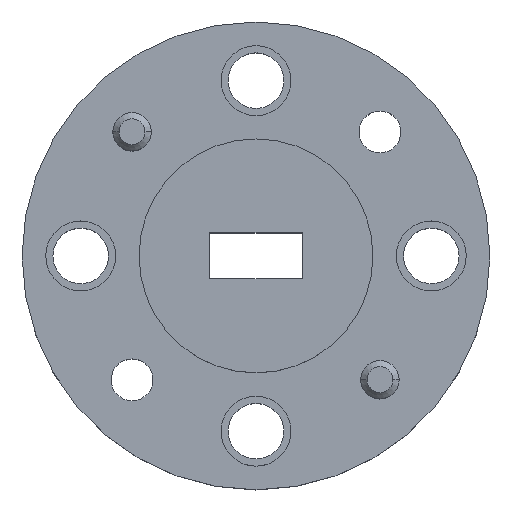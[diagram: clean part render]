
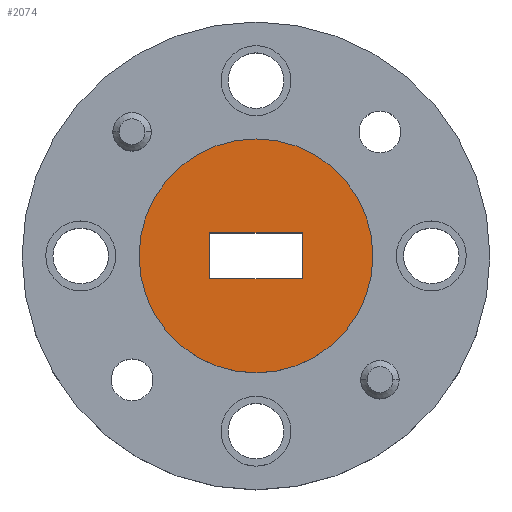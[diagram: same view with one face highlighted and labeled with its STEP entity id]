
A CAD part, top view. The second image highlights one B-rep face of the part: STEP entity #2074.
In plain terms, the highlighted planar face has unit normal (0, 0, 1).
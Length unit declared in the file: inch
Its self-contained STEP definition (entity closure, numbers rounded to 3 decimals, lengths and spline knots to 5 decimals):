
#32 = CARTESIAN_POINT ( 'NONE',  ( 0.074, -0.037, 0.037 ) ) ;
#73 = AXIS2_PLACEMENT_3D ( 'NONE', #844, #818, #830 ) ;
#128 = VECTOR ( 'NONE', #1666, 39.37008 ) ;
#145 = CARTESIAN_POINT ( 'NONE',  ( 0., 0., 0.037 ) ) ;
#156 = LINE ( 'NONE', #1472, #1450 ) ;
#248 = ORIENTED_EDGE ( 'NONE', *, *, #1519, .T. ) ;
#344 = DIRECTION ( 'NONE',  ( 0., 0., 1. ) ) ;
#510 = CIRCLE ( 'NONE', #73, 0.1875 ) ;
#546 = VERTEX_POINT ( 'NONE', #940 ) ;
#597 = ORIENTED_EDGE ( 'NONE', *, *, #683, .T. ) ;
#626 = AXIS2_PLACEMENT_3D ( 'NONE', #145, #344, #2073 ) ;
#683 = EDGE_CURVE ( 'NONE', #1149, #2375, #1657, .T. ) ;
#712 = FACE_OUTER_BOUND ( 'NONE', #1609, .T. ) ;
#734 = LINE ( 'NONE', #32, #128 ) ;
#757 = ORIENTED_EDGE ( 'NONE', *, *, #2441, .F. ) ;
#776 = ORIENTED_EDGE ( 'NONE', *, *, #1749, .F. ) ;
#786 = CARTESIAN_POINT ( 'NONE',  ( 0.074, -0.037, 0.037 ) ) ;
#818 = DIRECTION ( 'NONE',  ( 0., 0., 1. ) ) ;
#830 = DIRECTION ( 'NONE',  ( 1., 0., 0. ) ) ;
#836 = EDGE_CURVE ( 'NONE', #2425, #959, #1124, .T. ) ;
#844 = CARTESIAN_POINT ( 'NONE',  ( 0., 0., 0.037 ) ) ;
#858 = VECTOR ( 'NONE', #2092, 39.37008 ) ;
#940 = CARTESIAN_POINT ( 'NONE',  ( 0.074, 0.037, 0.037 ) ) ;
#956 = DIRECTION ( 'NONE',  ( 1., 0., 0. ) ) ;
#959 = VERTEX_POINT ( 'NONE', #786 ) ;
#964 = EDGE_CURVE ( 'NONE', #959, #546, #734, .T. ) ;
#980 = DIRECTION ( 'NONE',  ( 0., 0., 1. ) ) ;
#1124 = LINE ( 'NONE', #1658, #1897 ) ;
#1132 = CARTESIAN_POINT ( 'NONE',  ( -0.074, 0.037, 0.037 ) ) ;
#1149 = VERTEX_POINT ( 'NONE', #1756 ) ;
#1246 = EDGE_LOOP ( 'NONE', ( #1248, #2052, #757, #776 ) ) ;
#1248 = ORIENTED_EDGE ( 'NONE', *, *, #964, .F. ) ;
#1299 = DIRECTION ( 'NONE',  ( 0., -1., 0. ) ) ;
#1450 = VECTOR ( 'NONE', #1299, 39.37008 ) ;
#1472 = CARTESIAN_POINT ( 'NONE',  ( -0.074, -0.037, 0.037 ) ) ;
#1519 = EDGE_CURVE ( 'NONE', #2375, #1149, #510, .T. ) ;
#1609 = EDGE_LOOP ( 'NONE', ( #597, #248 ) ) ;
#1623 = CARTESIAN_POINT ( 'NONE',  ( 0.1875, 0., 0.037 ) ) ;
#1657 = CIRCLE ( 'NONE', #2308, 0.1875 ) ;
#1658 = CARTESIAN_POINT ( 'NONE',  ( -0.074, -0.037, 0.037 ) ) ;
#1666 = DIRECTION ( 'NONE',  ( 0., 1., 0. ) ) ;
#1667 = CARTESIAN_POINT ( 'NONE',  ( -0.074, -0.037, 0.037 ) ) ;
#1689 = LINE ( 'NONE', #1132, #858 ) ;
#1731 = DIRECTION ( 'NONE',  ( 1., 0., 0. ) ) ;
#1744 = CARTESIAN_POINT ( 'NONE',  ( 0., 0., 0.037 ) ) ;
#1749 = EDGE_CURVE ( 'NONE', #546, #2360, #1689, .T. ) ;
#1756 = CARTESIAN_POINT ( 'NONE',  ( -0.1875, 0., 0.037 ) ) ;
#1897 = VECTOR ( 'NONE', #956, 39.37008 ) ;
#1960 = CARTESIAN_POINT ( 'NONE',  ( -0.074, 0.037, 0.037 ) ) ;
#2048 = PLANE ( 'NONE',  #626 ) ;
#2052 = ORIENTED_EDGE ( 'NONE', *, *, #836, .F. ) ;
#2073 = DIRECTION ( 'NONE',  ( 1., 0., 0. ) ) ;
#2074 = ADVANCED_FACE ( 'NONE', ( #2452, #712 ), #2048, .T. ) ;
#2092 = DIRECTION ( 'NONE',  ( -1., 0., 0. ) ) ;
#2308 = AXIS2_PLACEMENT_3D ( 'NONE', #1744, #980, #1731 ) ;
#2360 = VERTEX_POINT ( 'NONE', #1960 ) ;
#2375 = VERTEX_POINT ( 'NONE', #1623 ) ;
#2425 = VERTEX_POINT ( 'NONE', #1667 ) ;
#2441 = EDGE_CURVE ( 'NONE', #2360, #2425, #156, .T. ) ;
#2452 = FACE_BOUND ( 'NONE', #1246, .T. ) ;
